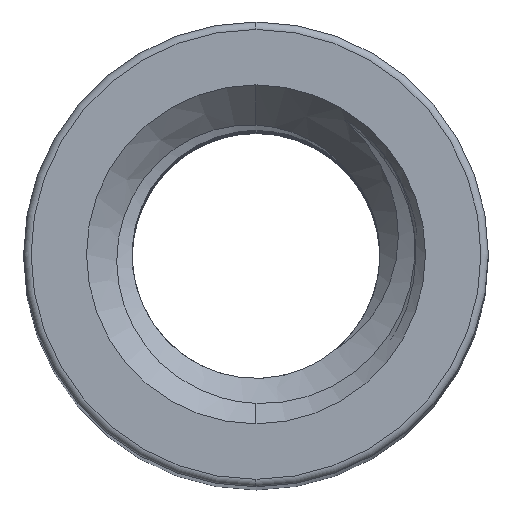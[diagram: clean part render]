
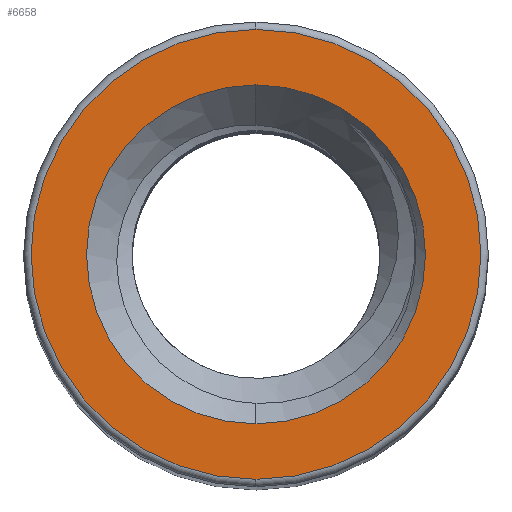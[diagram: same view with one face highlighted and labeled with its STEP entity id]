
A CAD part, top view. The second image highlights one B-rep face of the part: STEP entity #6658.
In plain terms, the highlighted planar face has unit normal (0, 0, 1).
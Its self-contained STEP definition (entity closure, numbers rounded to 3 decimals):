
#6511 = EDGE_CURVE('',#6512,#6514,#6516,.T.);
#6512 = VERTEX_POINT('',#6513);
#6513 = CARTESIAN_POINT('',(0.,1.158,12.7
    ));
#6514 = VERTEX_POINT('',#6515);
#6515 = CARTESIAN_POINT('',(0.,-1.158,
    12.7));
#6516 = CIRCLE('',#6517,1.158);
#6517 = AXIS2_PLACEMENT_3D('',#6518,#6519,#6520);
#6518 = CARTESIAN_POINT('',(0.,0.,12.7));
#6519 = DIRECTION('',(0.,0.,-1.));
#6520 = DIRECTION('',(0.,1.,0.));
#6658 = ADVANCED_FACE('',(#6659,#6679),#6689,.F.);
#6659 = FACE_BOUND('',#6660,.F.);
#6660 = EDGE_LOOP('',(#6661,#6672));
#6661 = ORIENTED_EDGE('',*,*,#6662,.F.);
#6662 = EDGE_CURVE('',#6663,#6665,#6667,.T.);
#6663 = VERTEX_POINT('',#6664);
#6664 = CARTESIAN_POINT('',(0.,1.537,12.7)
  );
#6665 = VERTEX_POINT('',#6666);
#6666 = CARTESIAN_POINT('',(0.,-1.537,12.7)
  );
#6667 = CIRCLE('',#6668,1.537);
#6668 = AXIS2_PLACEMENT_3D('',#6669,#6670,#6671);
#6669 = CARTESIAN_POINT('',(0.,0.,12.7));
#6670 = DIRECTION('',(0.,0.,1.));
#6671 = DIRECTION('',(0.,1.,0.));
#6672 = ORIENTED_EDGE('',*,*,#6673,.F.);
#6673 = EDGE_CURVE('',#6665,#6663,#6674,.T.);
#6674 = CIRCLE('',#6675,1.537);
#6675 = AXIS2_PLACEMENT_3D('',#6676,#6677,#6678);
#6676 = CARTESIAN_POINT('',(0.,0.,12.7));
#6677 = DIRECTION('',(0.,0.,1.));
#6678 = DIRECTION('',(0.,-1.,0.));
#6679 = FACE_BOUND('',#6680,.F.);
#6680 = EDGE_LOOP('',(#6681,#6682));
#6681 = ORIENTED_EDGE('',*,*,#6511,.F.);
#6682 = ORIENTED_EDGE('',*,*,#6683,.F.);
#6683 = EDGE_CURVE('',#6514,#6512,#6684,.T.);
#6684 = CIRCLE('',#6685,1.158);
#6685 = AXIS2_PLACEMENT_3D('',#6686,#6687,#6688);
#6686 = CARTESIAN_POINT('',(0.,0.,12.7));
#6687 = DIRECTION('',(0.,0.,-1.));
#6688 = DIRECTION('',(0.,-1.,0.));
#6689 = PLANE('',#6690);
#6690 = AXIS2_PLACEMENT_3D('',#6691,#6692,#6693);
#6691 = CARTESIAN_POINT('',(0.,0.,12.7));
#6692 = DIRECTION('',(0.,0.,-1.));
#6693 = DIRECTION('',(0.,-1.,0.));
